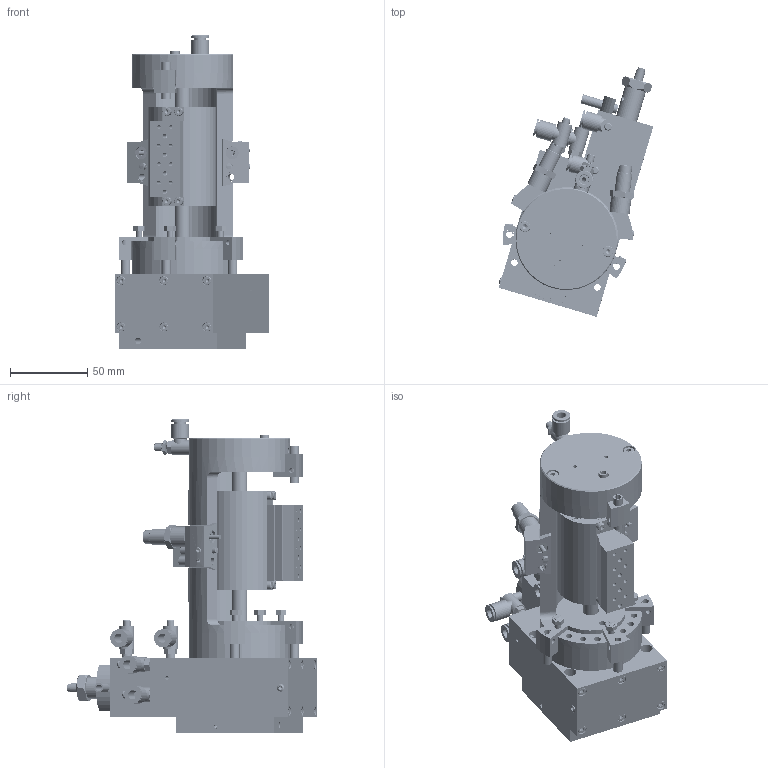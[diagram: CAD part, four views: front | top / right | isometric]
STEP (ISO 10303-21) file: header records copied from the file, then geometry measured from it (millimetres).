
FILE_DESCRIPTION((''),'2;1');
FILE_NAME('7010018.stp','2018-01-23T10:25:19',('jbalanche'),(''),'Autodesk Inventor 2012','Autodesk Inventor 2012','');
FILE_SCHEMA(('AUTOMOTIVE_DESIGN { 1 0 10303 214 1 1 1 1 }'));
Length unit declared in the file: millimetre
Products named in the file (1): 7010018
Bounding box: 100 x 161.49 x 202.6 mm (x, y, z)
Volume: 582041 mm3; surface area: 266870.2 mm2
Topology: 139 solids, 139 shells, 2224 faces, 5047 edges, 3288 vertices
Faces by surface type: plane 1019, cylinder 721, cone 361, torus 102, sphere 21
Full cylindrical faces by diameter (mm): 2 x21, 2.05 x2, 2.1 x3, 2.459 x51, 2.5 x3, 2.693 x4, 2.8 x2, 3 x35, 3.2 x38, 3.242 x41, 3.3 x9, 3.4 x3, 3.459 x9, 4 x36, 4.134 x10, 4.2 x2, 4.3 x34, 4.5 x7, 4.8 x4, 4.917 x2, 5 x23, 5.459 x1, 5.5 x18, 5.7 x2, 5.97 x3, 6 x50, 6.1 x8, 6.2 x1, 6.4 x4, 6.47 x2
Entity records: 61695 total; most frequent: CARTESIAN_POINT 14175, DIRECTION 9325, ORIENTED_EDGE 7430, AXIS2_PLACEMENT_3D 4013, EDGE_LOOP 3864, EDGE_CURVE 3715, VERTEX_POINT 2959, FACE_OUTER_BOUND 2224
